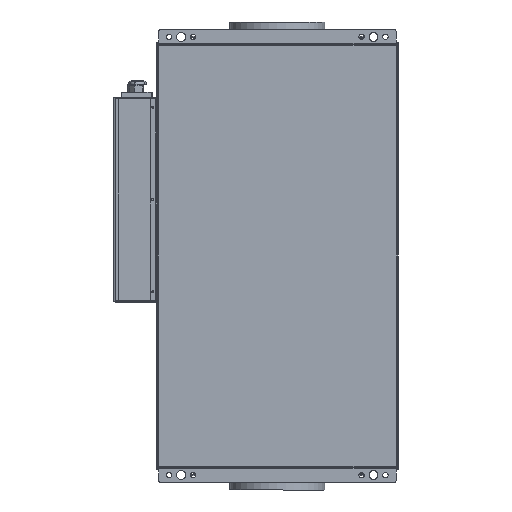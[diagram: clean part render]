
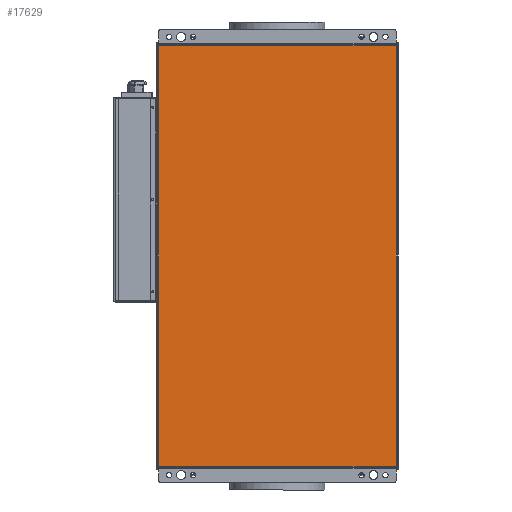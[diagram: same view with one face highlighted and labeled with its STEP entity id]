
A CAD part, front view. The second image highlights one B-rep face of the part: STEP entity #17629.
In plain terms, the highlighted planar face has unit normal (0, -1, 0).
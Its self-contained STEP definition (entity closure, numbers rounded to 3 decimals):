
#1609 = LINE ( 'NONE', #26953, #30280 ) ;
#1956 = DIRECTION ( 'NONE',  ( 0., 0., 1. ) ) ;
#3536 = CARTESIAN_POINT ( 'NONE',  ( 200.099, -173.65, 353. ) ) ;
#3887 = AXIS2_PLACEMENT_3D ( 'NONE', #26834, #10202, #29633 ) ;
#4167 = DIRECTION ( 'NONE',  ( 0., 0., -1. ) ) ;
#4626 = PLANE ( 'NONE',  #3887 ) ;
#5159 = CARTESIAN_POINT ( 'NONE',  ( -198.901, -173.65, -353. ) ) ;
#6499 = FACE_OUTER_BOUND ( 'NONE', #20274, .T. ) ;
#6995 = EDGE_CURVE ( 'NONE', #20052, #16088, #32805, .T. ) ;
#7220 = LINE ( 'NONE', #17839, #12864 ) ;
#8749 = ORIENTED_EDGE ( 'NONE', *, *, #19644, .T. ) ;
#9727 = CARTESIAN_POINT ( 'NONE',  ( -198.901, -173.65, 353. ) ) ;
#10202 = DIRECTION ( 'NONE',  ( 0., -1., 0. ) ) ;
#11132 = VERTEX_POINT ( 'NONE', #31513 ) ;
#12670 = CARTESIAN_POINT ( 'NONE',  ( 200.099, -173.65, 353. ) ) ;
#12864 = VECTOR ( 'NONE', #4167, 1000. ) ;
#15206 = CARTESIAN_POINT ( 'NONE',  ( -198.901, -173.65, -353. ) ) ;
#16088 = VERTEX_POINT ( 'NONE', #9727 ) ;
#17210 = ORIENTED_EDGE ( 'NONE', *, *, #33296, .T. ) ;
#17629 = ADVANCED_FACE ( 'NONE', ( #6499 ), #4626, .T. ) ;
#17839 = CARTESIAN_POINT ( 'NONE',  ( -198.901, -173.65, -355. ) ) ;
#18063 = ORIENTED_EDGE ( 'NONE', *, *, #6995, .T. ) ;
#19644 = EDGE_CURVE ( 'NONE', #16088, #30116, #7220, .T. ) ;
#20052 = VERTEX_POINT ( 'NONE', #3536 ) ;
#20274 = EDGE_LOOP ( 'NONE', ( #8749, #33414, #17210, #18063 ) ) ;
#22471 = EDGE_CURVE ( 'NONE', #30116, #11132, #34536, .T. ) ;
#24558 = VECTOR ( 'NONE', #29307, 1000. ) ;
#26834 = CARTESIAN_POINT ( 'NONE',  ( -200.901, -173.65, 355. ) ) ;
#26953 = CARTESIAN_POINT ( 'NONE',  ( 200.099, -173.65, 355. ) ) ;
#27982 = VECTOR ( 'NONE', #34649, 1000. ) ;
#29307 = DIRECTION ( 'NONE',  ( -1., 0., 0. ) ) ;
#29633 = DIRECTION ( 'NONE',  ( 0., 0., -1. ) ) ;
#30116 = VERTEX_POINT ( 'NONE', #5159 ) ;
#30280 = VECTOR ( 'NONE', #1956, 1000. ) ;
#31513 = CARTESIAN_POINT ( 'NONE',  ( 200.099, -173.65, -353. ) ) ;
#32805 = LINE ( 'NONE', #12670, #24558 ) ;
#33296 = EDGE_CURVE ( 'NONE', #11132, #20052, #1609, .T. ) ;
#33414 = ORIENTED_EDGE ( 'NONE', *, *, #22471, .T. ) ;
#34536 = LINE ( 'NONE', #15206, #27982 ) ;
#34649 = DIRECTION ( 'NONE',  ( 1., 0., 0. ) ) ;
